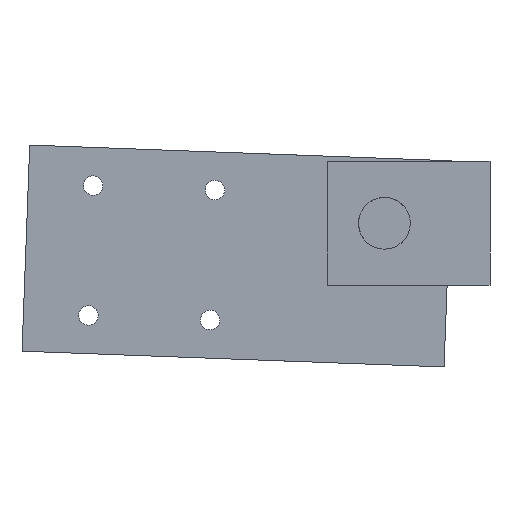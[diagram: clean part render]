
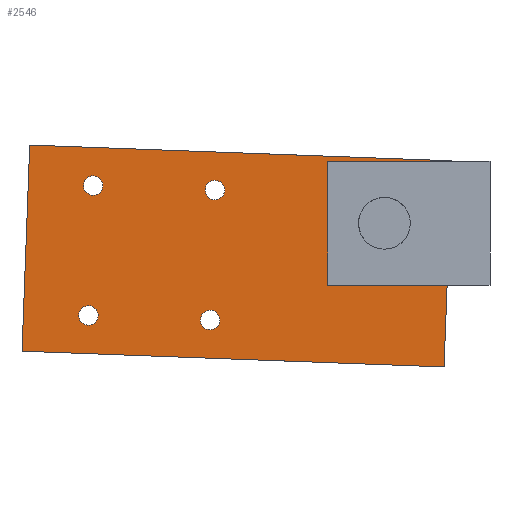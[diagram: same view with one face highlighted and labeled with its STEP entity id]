
A CAD part, left-side view. The second image highlights one B-rep face of the part: STEP entity #2546.
In plain terms, the highlighted face is planar.
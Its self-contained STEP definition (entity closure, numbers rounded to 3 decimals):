
#10 = EDGE_LOOP ( 'NONE', ( #316, #18 ) ) ;
#18 = ORIENTED_EDGE ( 'NONE', *, *, #554, .T. ) ;
#21 = EDGE_LOOP ( 'NONE', ( #252, #221 ) ) ;
#23 = ORIENTED_EDGE ( 'NONE', *, *, #533, .T. ) ;
#29 = ORIENTED_EDGE ( 'NONE', *, *, #531, .T. ) ;
#31 = ORIENTED_EDGE ( 'NONE', *, *, #653, .F. ) ;
#99 = ORIENTED_EDGE ( 'NONE', *, *, #582, .T. ) ;
#120 = ORIENTED_EDGE ( 'NONE', *, *, #738, .T. ) ;
#200 = ORIENTED_EDGE ( 'NONE', *, *, #695, .F. ) ;
#203 = ORIENTED_EDGE ( 'NONE', *, *, #502, .T. ) ;
#214 = ORIENTED_EDGE ( 'NONE', *, *, #760, .T. ) ;
#221 = ORIENTED_EDGE ( 'NONE', *, *, #488, .T. ) ;
#225 = CIRCLE ( 'NONE', #699, 6. ) ;
#247 = ORIENTED_EDGE ( 'NONE', *, *, #522, .T. ) ;
#252 = ORIENTED_EDGE ( 'NONE', *, *, #737, .T. ) ;
#264 = EDGE_LOOP ( 'NONE', ( #247, #29 ) ) ;
#275 = EDGE_LOOP ( 'NONE', ( #276, #120, #200, #31 ) ) ;
#276 = ORIENTED_EDGE ( 'NONE', *, *, #678, .T. ) ;
#299 = EDGE_LOOP ( 'NONE', ( #23, #203 ) ) ;
#302 = EDGE_LOOP ( 'NONE', ( #214, #99 ) ) ;
#316 = ORIENTED_EDGE ( 'NONE', *, *, #537, .T. ) ;
#458 = AXIS2_PLACEMENT_3D ( 'NONE', #2319, #2378, #2321 ) ;
#488 = EDGE_CURVE ( 'NONE', #1529, #1414, #225, .T. ) ;
#502 = EDGE_CURVE ( 'NONE', #1894, #1438, #2983, .T. ) ;
#522 = EDGE_CURVE ( 'NONE', #885, #1256, #3008, .T. ) ;
#525 = AXIS2_PLACEMENT_3D ( 'NONE', #1845, #1855, #1577 ) ;
#526 = AXIS2_PLACEMENT_3D ( 'NONE', #1435, #1283, #1777 ) ;
#531 = EDGE_CURVE ( 'NONE', #1256, #885, #3013, .T. ) ;
#533 = EDGE_CURVE ( 'NONE', #1438, #1894, #3015, .T. ) ;
#535 = AXIS2_PLACEMENT_3D ( 'NONE', #1555, #1272, #1574 ) ;
#537 = EDGE_CURVE ( 'NONE', #1396, #1190, #3018, .T. ) ;
#545 = AXIS2_PLACEMENT_3D ( 'NONE', #962, #1664, #1186 ) ;
#554 = EDGE_CURVE ( 'NONE', #1190, #1396, #3032, .T. ) ;
#568 = AXIS2_PLACEMENT_3D ( 'NONE', #1306, #1957, #1513 ) ;
#582 = EDGE_CURVE ( 'NONE', #963, #1595, #3059, .T. ) ;
#590 = AXIS2_PLACEMENT_3D ( 'NONE', #1576, #1035, #1466 ) ;
#653 = EDGE_CURVE ( 'NONE', #1838, #1854, #3108, .T. ) ;
#678 = EDGE_CURVE ( 'NONE', #1838, #1590, #3094, .T. ) ;
#688 = AXIS2_PLACEMENT_3D ( 'NONE', #1392, #1236, #1532 ) ;
#695 = EDGE_CURVE ( 'NONE', #1854, #1965, #3143, .T. ) ;
#699 = AXIS2_PLACEMENT_3D ( 'NONE', #1609, #1731, #1168 ) ;
#737 = EDGE_CURVE ( 'NONE', #1414, #1529, #3182, .T. ) ;
#738 = EDGE_CURVE ( 'NONE', #1590, #1965, #3168, .T. ) ;
#741 = AXIS2_PLACEMENT_3D ( 'NONE', #813, #834, #1961 ) ;
#758 = AXIS2_PLACEMENT_3D ( 'NONE', #1198, #1752, #1907 ) ;
#760 = EDGE_CURVE ( 'NONE', #1595, #963, #3204, .T. ) ;
#813 = CARTESIAN_POINT ( 'NONE',  ( 220., 0., -40. ) ) ;
#834 = DIRECTION ( 'NONE',  ( 0., 1., 0. ) ) ;
#885 = VERTEX_POINT ( 'NONE', #1702 ) ;
#914 = CARTESIAN_POINT ( 'NONE',  ( 40., 0., -17.5 ) ) ;
#942 = CARTESIAN_POINT ( 'NONE',  ( 115., 0., -109.5 ) ) ;
#962 = CARTESIAN_POINT ( 'NONE',  ( 220., 0., -40. ) ) ;
#963 = VERTEX_POINT ( 'NONE', #1003 ) ;
#1003 = CARTESIAN_POINT ( 'NONE',  ( 220., 0., -24.1 ) ) ;
#1035 = DIRECTION ( 'NONE',  ( 0., 1., 0. ) ) ;
#1038 = CARTESIAN_POINT ( 'NONE',  ( -95.21, 0., -127. ) ) ;
#1059 = CARTESIAN_POINT ( 'NONE',  ( 260., 0., -127. ) ) ;
#1078 = CARTESIAN_POINT ( 'NONE',  ( 115., 0., -29.5 ) ) ;
#1109 = CARTESIAN_POINT ( 'NONE',  ( 0., 0., 0. ) ) ;
#1168 = DIRECTION ( 'NONE',  ( 0., 0., 1. ) ) ;
#1173 = DIRECTION ( 'NONE',  ( 1., 0., 0. ) ) ;
#1186 = DIRECTION ( 'NONE',  ( 0., 0., 1. ) ) ;
#1190 = VERTEX_POINT ( 'NONE', #1395 ) ;
#1198 = CARTESIAN_POINT ( 'NONE',  ( 115., 0., -103.5 ) ) ;
#1236 = DIRECTION ( 'NONE',  ( 0., 1., 0. ) ) ;
#1256 = VERTEX_POINT ( 'NONE', #914 ) ;
#1272 = DIRECTION ( 'NONE',  ( 0., 1., 0. ) ) ;
#1283 = DIRECTION ( 'NONE',  ( 0., 1., 0. ) ) ;
#1306 = CARTESIAN_POINT ( 'NONE',  ( 40., 0., -23.5 ) ) ;
#1329 = CARTESIAN_POINT ( 'NONE',  ( 115., 0., -97.5 ) ) ;
#1364 = CARTESIAN_POINT ( 'NONE',  ( 40., 0., -109.5 ) ) ;
#1392 = CARTESIAN_POINT ( 'NONE',  ( 115., 0., -103.5 ) ) ;
#1395 = CARTESIAN_POINT ( 'NONE',  ( 115., 0., -17.5 ) ) ;
#1396 = VERTEX_POINT ( 'NONE', #1078 ) ;
#1414 = VERTEX_POINT ( 'NONE', #1364 ) ;
#1435 = CARTESIAN_POINT ( 'NONE',  ( 40., 0., -103.5 ) ) ;
#1438 = VERTEX_POINT ( 'NONE', #942 ) ;
#1466 = DIRECTION ( 'NONE',  ( 0., 0., 1. ) ) ;
#1513 = DIRECTION ( 'NONE',  ( 0., 0., 1. ) ) ;
#1529 = VERTEX_POINT ( 'NONE', #1958 ) ;
#1532 = DIRECTION ( 'NONE',  ( 0., 0., 1. ) ) ;
#1534 = DIRECTION ( 'NONE',  ( 1., 0., 0. ) ) ;
#1555 = CARTESIAN_POINT ( 'NONE',  ( 115., 0., -23.5 ) ) ;
#1574 = DIRECTION ( 'NONE',  ( 0., 0., 1. ) ) ;
#1576 = CARTESIAN_POINT ( 'NONE',  ( 40., 0., -23.5 ) ) ;
#1577 = DIRECTION ( 'NONE',  ( 0., 0., 1. ) ) ;
#1590 = VERTEX_POINT ( 'NONE', #1983 ) ;
#1595 = VERTEX_POINT ( 'NONE', #1920 ) ;
#1609 = CARTESIAN_POINT ( 'NONE',  ( 40., 0., -103.5 ) ) ;
#1629 = DIRECTION ( 'NONE',  ( 0., 0., -1. ) ) ;
#1664 = DIRECTION ( 'NONE',  ( 0., 1., 0. ) ) ;
#1702 = CARTESIAN_POINT ( 'NONE',  ( 40., 0., -29.5 ) ) ;
#1731 = DIRECTION ( 'NONE',  ( 0., 1., 0. ) ) ;
#1752 = DIRECTION ( 'NONE',  ( 0., 1., 0. ) ) ;
#1762 = CARTESIAN_POINT ( 'NONE',  ( 260., 0., -63.5 ) ) ;
#1777 = DIRECTION ( 'NONE',  ( 0., 0., 1. ) ) ;
#1801 = CARTESIAN_POINT ( 'NONE',  ( 260., 0., 0. ) ) ;
#1822 = CARTESIAN_POINT ( 'NONE',  ( 0., 0., -63.5 ) ) ;
#1838 = VERTEX_POINT ( 'NONE', #1109 ) ;
#1845 = CARTESIAN_POINT ( 'NONE',  ( 115., 0., -23.5 ) ) ;
#1854 = VERTEX_POINT ( 'NONE', #1801 ) ;
#1855 = DIRECTION ( 'NONE',  ( 0., 1., 0. ) ) ;
#1894 = VERTEX_POINT ( 'NONE', #1329 ) ;
#1896 = DIRECTION ( 'NONE',  ( 0., 0., -1. ) ) ;
#1907 = DIRECTION ( 'NONE',  ( 0., 0., 1. ) ) ;
#1920 = CARTESIAN_POINT ( 'NONE',  ( 220., 0., -55.9 ) ) ;
#1957 = DIRECTION ( 'NONE',  ( 0., 1., 0. ) ) ;
#1958 = CARTESIAN_POINT ( 'NONE',  ( 40., 0., -97.5 ) ) ;
#1961 = DIRECTION ( 'NONE',  ( 0., 0., 1. ) ) ;
#1965 = VERTEX_POINT ( 'NONE', #1059 ) ;
#1983 = CARTESIAN_POINT ( 'NONE',  ( 0., 0., -127. ) ) ;
#1990 = CARTESIAN_POINT ( 'NONE',  ( -95.21, 0., 0. ) ) ;
#2319 = CARTESIAN_POINT ( 'NONE',  ( -95.21, 0., -63.5 ) ) ;
#2321 = DIRECTION ( 'NONE',  ( 0., 0., 1. ) ) ;
#2378 = DIRECTION ( 'NONE',  ( 0., 1., 0. ) ) ;
#2416 = PLANE ( 'NONE',  #458 ) ;
#2546 = ADVANCED_FACE ( 'NONE', ( #3313, #3320, #3323, #3325, #3321, #3318 ), #2416, .F. ) ;
#2983 = CIRCLE ( 'NONE', #688, 6. ) ;
#3008 = CIRCLE ( 'NONE', #568, 6. ) ;
#3013 = CIRCLE ( 'NONE', #590, 6. ) ;
#3015 = CIRCLE ( 'NONE', #758, 6. ) ;
#3018 = CIRCLE ( 'NONE', #535, 6. ) ;
#3032 = CIRCLE ( 'NONE', #525, 6. ) ;
#3059 = CIRCLE ( 'NONE', #545, 15.9 ) ;
#3093 = VECTOR ( 'NONE', #1534, 1000. ) ;
#3094 = LINE ( 'NONE', #1822, #3130 ) ;
#3108 = LINE ( 'NONE', #1990, #3093 ) ;
#3130 = VECTOR ( 'NONE', #1896, 1000. ) ;
#3143 = LINE ( 'NONE', #1762, #3144 ) ;
#3144 = VECTOR ( 'NONE', #1629, 1000. ) ;
#3168 = LINE ( 'NONE', #1038, #3177 ) ;
#3177 = VECTOR ( 'NONE', #1173, 1000. ) ;
#3182 = CIRCLE ( 'NONE', #526, 6. ) ;
#3204 = CIRCLE ( 'NONE', #741, 15.9 ) ;
#3313 = FACE_BOUND ( 'NONE', #264, .T. ) ;
#3318 = FACE_BOUND ( 'NONE', #10, .T. ) ;
#3320 = FACE_OUTER_BOUND ( 'NONE', #275, .T. ) ;
#3321 = FACE_BOUND ( 'NONE', #299, .T. ) ;
#3323 = FACE_BOUND ( 'NONE', #302, .T. ) ;
#3325 = FACE_BOUND ( 'NONE', #21, .T. ) ;
